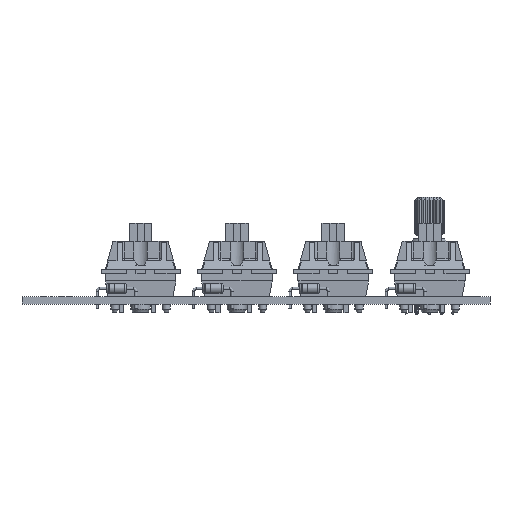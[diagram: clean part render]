
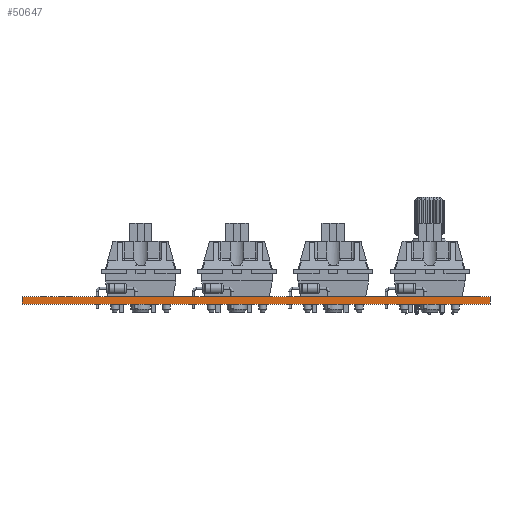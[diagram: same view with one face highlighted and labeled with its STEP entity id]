
A CAD part, front view. The second image highlights one B-rep face of the part: STEP entity #50647.
In plain terms, the highlighted planar face has unit normal (0, -1, 0).
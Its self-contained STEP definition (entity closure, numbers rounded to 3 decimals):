
#50647 = ADVANCED_FACE('',(#50648),#50682,.T.);
#50648 = FACE_BOUND('',#50649,.T.);
#50649 = EDGE_LOOP('',(#50650,#50660,#50668,#50676));
#50650 = ORIENTED_EDGE('',*,*,#50651,.T.);
#50651 = EDGE_CURVE('',#50652,#50654,#50656,.T.);
#50652 = VERTEX_POINT('',#50653);
#50653 = CARTESIAN_POINT('',(121.444,-116.681,0.));
#50654 = VERTEX_POINT('',#50655);
#50655 = CARTESIAN_POINT('',(121.444,-116.681,1.51));
#50656 = LINE('',#50657,#50658);
#50657 = CARTESIAN_POINT('',(121.444,-116.681,0.));
#50658 = VECTOR('',#50659,1.);
#50659 = DIRECTION('',(0.,0.,1.));
#50660 = ORIENTED_EDGE('',*,*,#50661,.T.);
#50661 = EDGE_CURVE('',#50654,#50662,#50664,.T.);
#50662 = VERTEX_POINT('',#50663);
#50663 = CARTESIAN_POINT('',(28.936,-116.681,1.51));
#50664 = LINE('',#50665,#50666);
#50665 = CARTESIAN_POINT('',(121.444,-116.681,1.51));
#50666 = VECTOR('',#50667,1.);
#50667 = DIRECTION('',(-1.,0.,0.));
#50668 = ORIENTED_EDGE('',*,*,#50669,.F.);
#50669 = EDGE_CURVE('',#50670,#50662,#50672,.T.);
#50670 = VERTEX_POINT('',#50671);
#50671 = CARTESIAN_POINT('',(28.936,-116.681,0.));
#50672 = LINE('',#50673,#50674);
#50673 = CARTESIAN_POINT('',(28.936,-116.681,0.));
#50674 = VECTOR('',#50675,1.);
#50675 = DIRECTION('',(0.,0.,1.));
#50676 = ORIENTED_EDGE('',*,*,#50677,.F.);
#50677 = EDGE_CURVE('',#50652,#50670,#50678,.T.);
#50678 = LINE('',#50679,#50680);
#50679 = CARTESIAN_POINT('',(121.444,-116.681,0.));
#50680 = VECTOR('',#50681,1.);
#50681 = DIRECTION('',(-1.,0.,0.));
#50682 = PLANE('',#50683);
#50683 = AXIS2_PLACEMENT_3D('',#50684,#50685,#50686);
#50684 = CARTESIAN_POINT('',(121.444,-116.681,0.));
#50685 = DIRECTION('',(0.,-1.,0.));
#50686 = DIRECTION('',(-1.,0.,0.));
